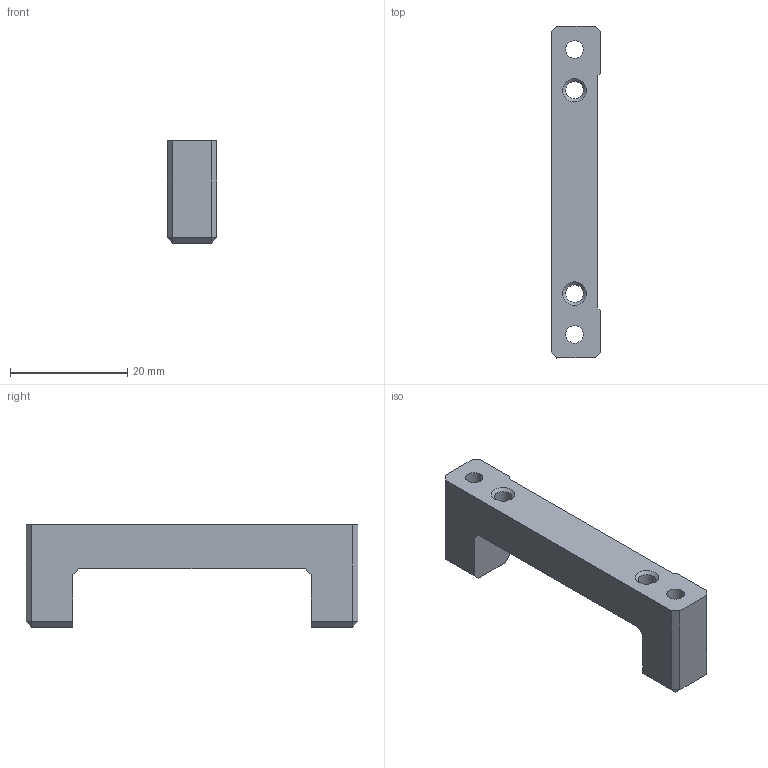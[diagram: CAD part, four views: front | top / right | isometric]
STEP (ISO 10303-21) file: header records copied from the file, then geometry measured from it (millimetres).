
FILE_DESCRIPTION(/* description */ (''),/* implementation_level */ '2;1');
FILE_NAME(/* name */ 'xFanMountLowerVx2.stp',/* time_stamp */ '2018-02-13T22:01:41-08:00',/* author */ ('Andrew'),/* organization */ (''),/* preprocessor_version */ 'ST-DEVELOPER v15.6',/* originating_system */ 'Autodesk Inventor 2015',/* authorisation */ '');
FILE_SCHEMA (('AUTOMOTIVE_DESIGN { 1 0 10303 214 3 1 1 }'));
Length unit declared in the file: millimetre
Products named in the file (1): xFanMountLowerVx2
Bounding box: 8.5 x 56.6 x 17.5 mm (x, y, z)
Volume: 4132 mm3; surface area: 3012.9 mm2
Topology: 1 solids, 1 shells, 42 faces, 98 edges, 60 vertices
Faces by surface type: plane 32, cylinder 6, cone 4
Full cylindrical faces by diameter (mm): 3 x4, 5.2 x2
Entity records: 1142 total; most frequent: DIRECTION 188, CARTESIAN_POINT 187, ORIENTED_EDGE 172, EDGE_CURVE 86, LINE 70, VECTOR 70, EDGE_LOOP 62, AXIS2_PLACEMENT_3D 59
